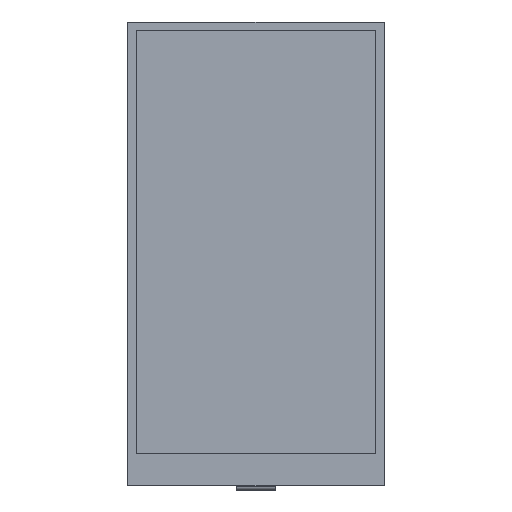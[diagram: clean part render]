
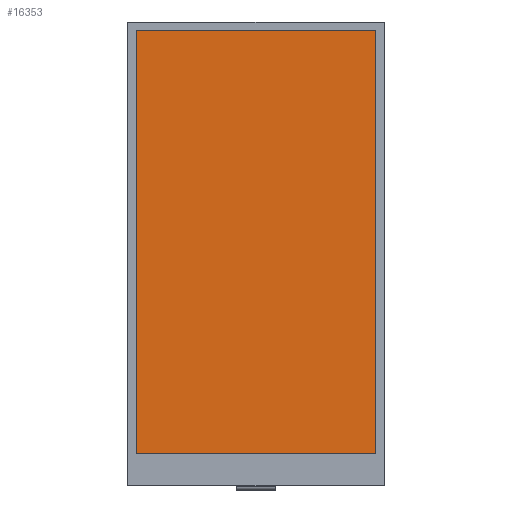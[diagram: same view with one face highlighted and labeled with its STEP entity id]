
A CAD part, top view. The second image highlights one B-rep face of the part: STEP entity #16353.
In plain terms, the highlighted planar face has unit normal (0, 0, 1).
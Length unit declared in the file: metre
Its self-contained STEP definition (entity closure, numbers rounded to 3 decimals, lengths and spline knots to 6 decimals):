
#4555=ORIENTED_EDGE('',*,*,#6786,.F.);
#4556=ORIENTED_EDGE('',*,*,#6789,.T.);
#4557=ORIENTED_EDGE('',*,*,#6791,.T.);
#4558=ORIENTED_EDGE('',*,*,#6792,.F.);
#6786=EDGE_CURVE('',#8263,#8264,#10296,.T.);
#6789=EDGE_CURVE('',#8263,#8265,#10299,.T.);
#6791=EDGE_CURVE('',#8265,#8266,#10301,.T.);
#6792=EDGE_CURVE('',#8264,#8266,#10302,.T.);
#8263=VERTEX_POINT('',#29688);
#8264=VERTEX_POINT('',#29690);
#8265=VERTEX_POINT('',#29694);
#8266=VERTEX_POINT('',#29698);
#10296=LINE('',#29689,#12336);
#10299=LINE('',#29695,#12339);
#10301=LINE('',#29699,#12341);
#10302=LINE('',#29701,#12342);
#12336=VECTOR('',#25241,1.);
#12339=VECTOR('',#25246,1.);
#12341=VECTOR('',#25250,1.);
#12342=VECTOR('',#25253,1.);
#13252=EDGE_LOOP('',(#4555,#4556,#4557,#4558));
#14156=FACE_BOUND('',#13252,.T.);
#14886=PLANE('',#21360);
#16353=ADVANCED_FACE('',(#14156),#14886,.T.);
#21360=AXIS2_PLACEMENT_3D('',#29702,#25254,#25255);
#25241=DIRECTION('',(0.,-1.,0.));
#25246=DIRECTION('',(-1.,0.,0.));
#25250=DIRECTION('',(0.,-1.,0.));
#25253=DIRECTION('',(-1.,0.,0.));
#25254=DIRECTION('',(0.,0.,1.));
#25255=DIRECTION('',(1.,0.,0.));
#29688=CARTESIAN_POINT('',(0.058975,0.03153,0.0012));
#29689=CARTESIAN_POINT('',(0.058975,0.,0.0012));
#29690=CARTESIAN_POINT('',(0.058975,-0.03153,0.0012));
#29694=CARTESIAN_POINT('',(-0.052725,0.03153,0.0012));
#29695=CARTESIAN_POINT('',(0.003125,0.03153,0.0012));
#29698=CARTESIAN_POINT('',(-0.052725,-0.03153,0.0012));
#29699=CARTESIAN_POINT('',(-0.052725,0.,0.0012));
#29701=CARTESIAN_POINT('',(0.003125,-0.03153,0.0012));
#29702=CARTESIAN_POINT('',(0.,0.,0.0012));
